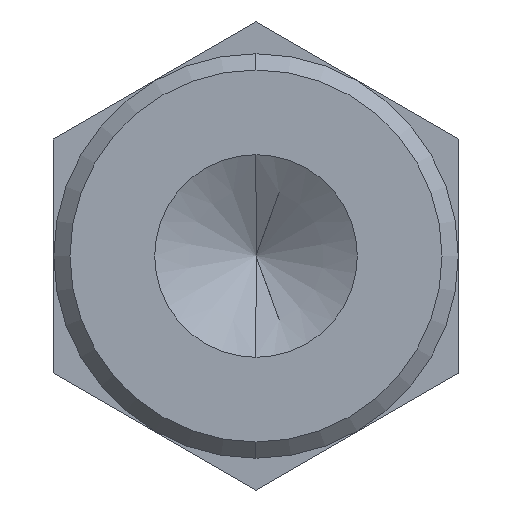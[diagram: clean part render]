
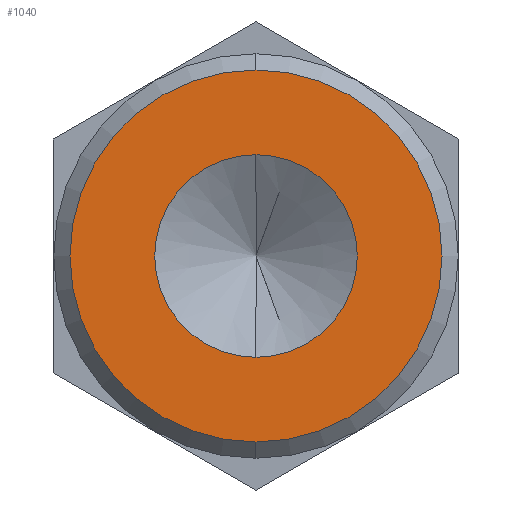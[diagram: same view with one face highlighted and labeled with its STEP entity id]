
A CAD part, left-side view. The second image highlights one B-rep face of the part: STEP entity #1040.
In plain terms, the highlighted planar face has unit normal (-1, 0, 0).
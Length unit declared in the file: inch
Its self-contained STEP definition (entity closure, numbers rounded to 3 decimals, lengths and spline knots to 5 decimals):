
#45 = CARTESIAN_POINT ( 'NONE',  ( 0., 0., -0.125 ) ) ;
#50 = AXIS2_PLACEMENT_3D ( 'NONE', #812, #1353, #352 ) ;
#55 = FACE_BOUND ( 'NONE', #984, .T. ) ;
#70 = VERTEX_POINT ( 'NONE', #45 ) ;
#103 = VERTEX_POINT ( 'NONE', #733 ) ;
#292 = EDGE_CURVE ( 'NONE', #70, #103, #336, .T. ) ;
#302 = CIRCLE ( 'NONE', #1354, 0.2295 ) ;
#310 = CARTESIAN_POINT ( 'NONE',  ( 0., 0., -0.2295 ) ) ;
#336 = CIRCLE ( 'NONE', #966, 0.125 ) ;
#352 = DIRECTION ( 'NONE',  ( 0., 0., 1. ) ) ;
#353 = FACE_OUTER_BOUND ( 'NONE', #1119, .T. ) ;
#354 = AXIS2_PLACEMENT_3D ( 'NONE', #537, #629, #504 ) ;
#504 = DIRECTION ( 'NONE',  ( 0., 0., -1. ) ) ;
#510 = AXIS2_PLACEMENT_3D ( 'NONE', #1458, #1351, #1337 ) ;
#537 = CARTESIAN_POINT ( 'NONE',  ( 0., 0., 0. ) ) ;
#585 = CARTESIAN_POINT ( 'NONE',  ( 0., 0., 0. ) ) ;
#593 = CARTESIAN_POINT ( 'NONE',  ( 0., 0., 0. ) ) ;
#629 = DIRECTION ( 'NONE',  ( 1., 0., 0. ) ) ;
#701 = CIRCLE ( 'NONE', #50, 0.125 ) ;
#714 = ORIENTED_EDGE ( 'NONE', *, *, #1065, .T. ) ;
#733 = CARTESIAN_POINT ( 'NONE',  ( 0., 0., 0.125 ) ) ;
#786 = DIRECTION ( 'NONE',  ( -1., 0., 0. ) ) ;
#790 = CARTESIAN_POINT ( 'NONE',  ( 0., 0., 0.2295 ) ) ;
#812 = CARTESIAN_POINT ( 'NONE',  ( 0., 0., 0. ) ) ;
#853 = DIRECTION ( 'NONE',  ( 0., 0., -1. ) ) ;
#966 = AXIS2_PLACEMENT_3D ( 'NONE', #585, #1013, #1230 ) ;
#976 = EDGE_CURVE ( 'NONE', #103, #70, #701, .T. ) ;
#984 = EDGE_LOOP ( 'NONE', ( #1336, #1381 ) ) ;
#1013 = DIRECTION ( 'NONE',  ( -1., 0., 0. ) ) ;
#1040 = ADVANCED_FACE ( 'NONE', ( #55, #353 ), #1285, .F. ) ;
#1065 = EDGE_CURVE ( 'NONE', #1075, #1393, #1433, .T. ) ;
#1075 = VERTEX_POINT ( 'NONE', #790 ) ;
#1119 = EDGE_LOOP ( 'NONE', ( #1231, #714 ) ) ;
#1230 = DIRECTION ( 'NONE',  ( 0., 0., 1. ) ) ;
#1231 = ORIENTED_EDGE ( 'NONE', *, *, #1331, .T. ) ;
#1285 = PLANE ( 'NONE',  #354 ) ;
#1331 = EDGE_CURVE ( 'NONE', #1393, #1075, #302, .T. ) ;
#1336 = ORIENTED_EDGE ( 'NONE', *, *, #976, .F. ) ;
#1337 = DIRECTION ( 'NONE',  ( 0., 0., -1. ) ) ;
#1351 = DIRECTION ( 'NONE',  ( -1., 0., 0. ) ) ;
#1353 = DIRECTION ( 'NONE',  ( -1., 0., 0. ) ) ;
#1354 = AXIS2_PLACEMENT_3D ( 'NONE', #593, #786, #853 ) ;
#1381 = ORIENTED_EDGE ( 'NONE', *, *, #292, .F. ) ;
#1393 = VERTEX_POINT ( 'NONE', #310 ) ;
#1433 = CIRCLE ( 'NONE', #510, 0.2295 ) ;
#1458 = CARTESIAN_POINT ( 'NONE',  ( 0., 0., 0. ) ) ;
